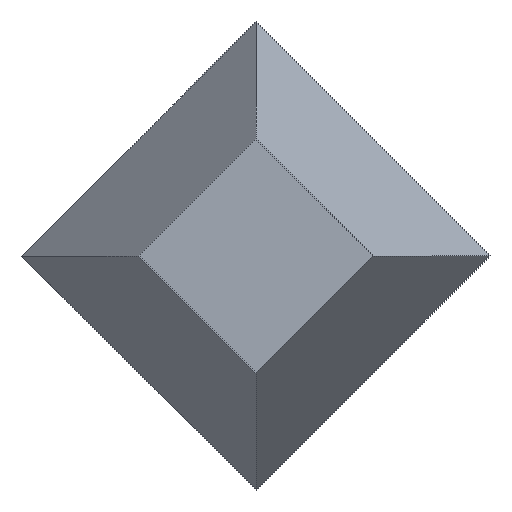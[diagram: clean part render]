
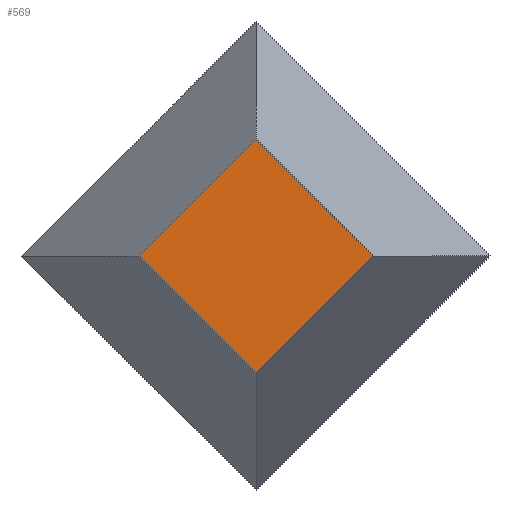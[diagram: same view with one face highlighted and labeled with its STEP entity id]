
A CAD part, front view. The second image highlights one B-rep face of the part: STEP entity #569.
In plain terms, the highlighted planar face has unit normal (0, -1, 0).
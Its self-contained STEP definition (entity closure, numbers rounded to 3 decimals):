
#40=PLANE('',#631);
#77=FACE_OUTER_BOUND('',#116,.T.);
#116=EDGE_LOOP('',(#492,#493,#494,#495));
#172=LINE('',#894,#245);
#175=LINE('',#900,#248);
#178=LINE('',#906,#251);
#181=LINE('',#910,#254);
#245=VECTOR('',#735,10.);
#248=VECTOR('',#740,10.);
#251=VECTOR('',#745,10.);
#254=VECTOR('',#750,10.);
#305=VERTEX_POINT('',#891);
#306=VERTEX_POINT('',#893);
#308=VERTEX_POINT('',#899);
#310=VERTEX_POINT('',#905);
#364=EDGE_CURVE('',#306,#305,#172,.T.);
#367=EDGE_CURVE('',#308,#306,#175,.T.);
#370=EDGE_CURVE('',#310,#308,#178,.T.);
#373=EDGE_CURVE('',#305,#310,#181,.T.);
#492=ORIENTED_EDGE('',*,*,#373,.T.);
#493=ORIENTED_EDGE('',*,*,#370,.T.);
#494=ORIENTED_EDGE('',*,*,#367,.T.);
#495=ORIENTED_EDGE('',*,*,#364,.T.);
#569=ADVANCED_FACE('',(#77),#40,.T.);
#631=AXIS2_PLACEMENT_3D('',#911,#751,#752);
#735=DIRECTION('',(0.707,0.,-0.707));
#740=DIRECTION('',(-0.707,0.,-0.707));
#745=DIRECTION('',(-0.707,0.,0.707));
#750=DIRECTION('',(0.707,0.,0.707));
#751=DIRECTION('center_axis',(0.,-1.,0.));
#752=DIRECTION('ref_axis',(0.,0.,-1.));
#891=CARTESIAN_POINT('',(0.,-11.,-6.));
#893=CARTESIAN_POINT('',(-6.,-11.,0.));
#894=CARTESIAN_POINT('',(-6.,-11.,0.));
#899=CARTESIAN_POINT('',(0.,-11.,6.));
#900=CARTESIAN_POINT('',(0.,-11.,6.));
#905=CARTESIAN_POINT('',(6.,-11.,0.));
#906=CARTESIAN_POINT('',(6.,-11.,0.));
#910=CARTESIAN_POINT('',(0.,-11.,-6.));
#911=CARTESIAN_POINT('Origin',(0.,-11.,0.));
